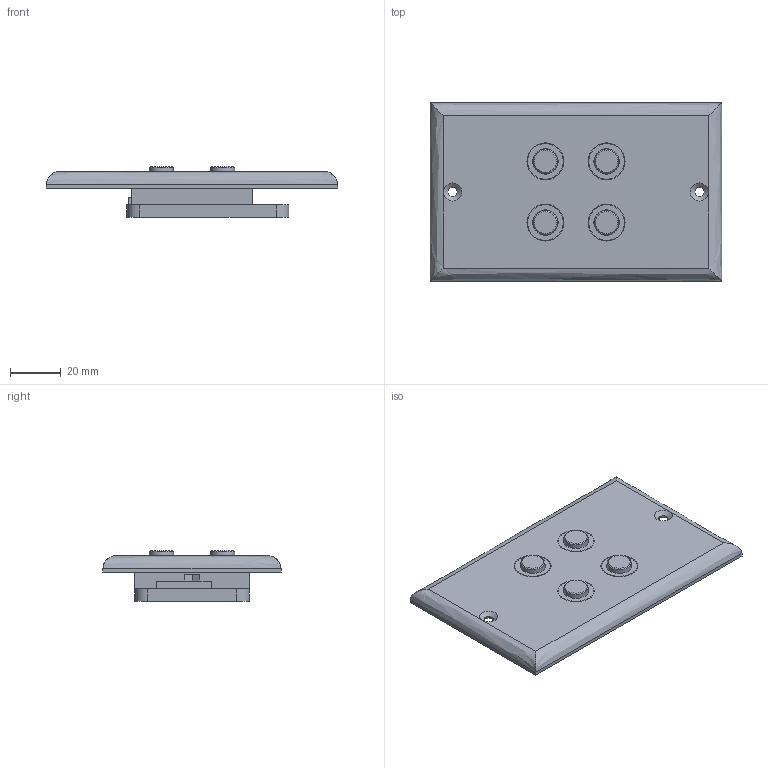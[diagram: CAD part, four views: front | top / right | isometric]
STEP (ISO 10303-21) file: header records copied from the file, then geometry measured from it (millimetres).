
FILE_DESCRIPTION(/* description */ (''),/* implementation_level */ '2;1');
FILE_NAME(/* name */ '4 button v3.step',/* time_stamp */ '2020-12-12T22:41:13-05:00',/* author */ (''),/* organization */ (''),/* preprocessor_version */ 'ST-DEVELOPER v18.1',/* originating_system */ 'Autodesk Translation Framework v9.7.1.1290',/* authorisation */ '');
FILE_SCHEMA (('AUTOMOTIVE_DESIGN { 1 0 10303 214 3 1 1 }'));
Length unit declared in the file: millimetre
Products named in the file (3): 4 button; led v3; button v3
Assembly tree (2 placements, depth 2):
  4 button
    led v3
    button v3
Bounding box: 114.3 x 69.85 x 20 mm (x, y, z)
Volume: 52465.7 mm3; surface area: 36210.8 mm2
Topology: 10 solids, 10 shells, 452 faces, 1204 edges, 797 vertices
Faces by surface type: plane 330, cylinder 92, cone 22, bspline 8
Full cylindrical faces by diameter (mm): 3.2 x2, 3.3 x4, 3.658 x2, 9.5 x4, 10 x4, 14 x4, 14.5 x4
Entity records: 14602 total; most frequent: CARTESIAN_POINT 3114, ORIENTED_EDGE 2408, DIRECTION 2284, EDGE_CURVE 1204, LINE 878, VECTOR 878, VERTEX_POINT 797, AXIS2_PLACEMENT_3D 703
